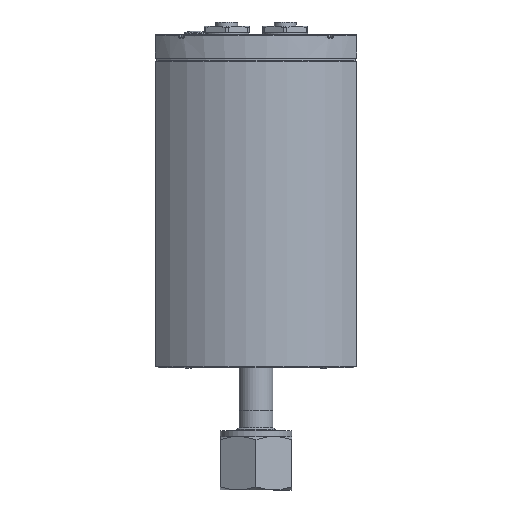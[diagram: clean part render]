
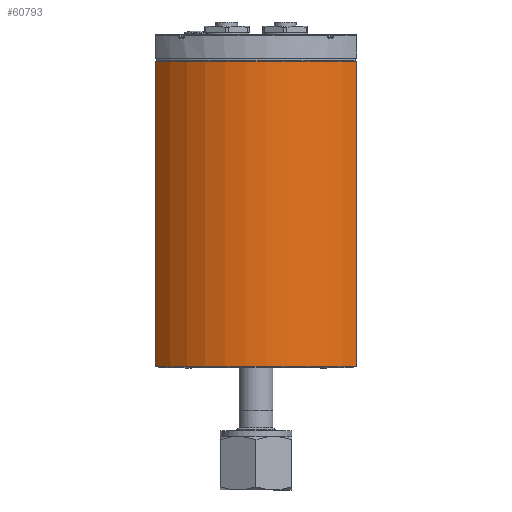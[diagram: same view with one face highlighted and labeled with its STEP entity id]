
A CAD part, left-side view. The second image highlights one B-rep face of the part: STEP entity #60793.
In plain terms, the highlighted cylindrical face has radius 48.5 mm (diameter 97 mm), a partial arc.
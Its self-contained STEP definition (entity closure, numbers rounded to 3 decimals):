
#3633=CIRCLE('',#65037,48.5);
#3644=CIRCLE('',#65056,48.5);
#7156=CYLINDRICAL_SURFACE('',#65055,48.5);
#8823=FACE_OUTER_BOUND('',#12337,.T.);
#12337=EDGE_LOOP('',(#41384,#41385,#41386,#41387));
#16258=LINE('',#96138,#20121);
#16259=LINE('',#96142,#20122);
#20121=VECTOR('',#74087,10.);
#20122=VECTOR('',#74092,10.);
#25137=VERTEX_POINT('',#96092);
#25138=VERTEX_POINT('',#96094);
#25152=VERTEX_POINT('',#96136);
#25153=VERTEX_POINT('',#96140);
#31239=EDGE_CURVE('',#25137,#25138,#3633,.T.);
#31261=EDGE_CURVE('',#25152,#25138,#16258,.T.);
#31262=EDGE_CURVE('',#25152,#25153,#3644,.T.);
#31263=EDGE_CURVE('',#25153,#25137,#16259,.T.);
#41384=ORIENTED_EDGE('',*,*,#31262,.F.);
#41385=ORIENTED_EDGE('',*,*,#31261,.T.);
#41386=ORIENTED_EDGE('',*,*,#31239,.F.);
#41387=ORIENTED_EDGE('',*,*,#31263,.F.);
#60793=ADVANCED_FACE('',(#8823),#7156,.T.);
#65037=AXIS2_PLACEMENT_3D('',#96095,#74040,#74041);
#65055=AXIS2_PLACEMENT_3D('',#96139,#74088,#74089);
#65056=AXIS2_PLACEMENT_3D('',#96141,#74090,#74091);
#74040=DIRECTION('center_axis',(0.,0.,
1.));
#74041=DIRECTION('ref_axis',(-0.626,-0.78,0.));
#74087=DIRECTION('',(0.,0.,1.));
#74088=DIRECTION('center_axis',(0.,0.,
1.));
#74089=DIRECTION('ref_axis',(-0.626,-0.78,0.));
#74090=DIRECTION('center_axis',(0.,0.,
-1.));
#74091=DIRECTION('ref_axis',(-0.626,-0.78,0.));
#74092=DIRECTION('',(0.,0.,1.));
#96092=CARTESIAN_POINT('',(-19.849,37.831,124.6));
#96094=CARTESIAN_POINT('',(-19.849,-37.831,124.6));
#96095=CARTESIAN_POINT('Origin',(10.5,0.,
124.6));
#96136=CARTESIAN_POINT('',(-19.849,-37.831,9.6));
#96138=CARTESIAN_POINT('',(-19.849,-37.831,9.6));
#96139=CARTESIAN_POINT('Origin',(10.5,0.,9.6));
#96140=CARTESIAN_POINT('',(-19.849,37.831,9.6));
#96141=CARTESIAN_POINT('Origin',(10.5,0.,9.6));
#96142=CARTESIAN_POINT('',(-19.849,37.831,9.6));
